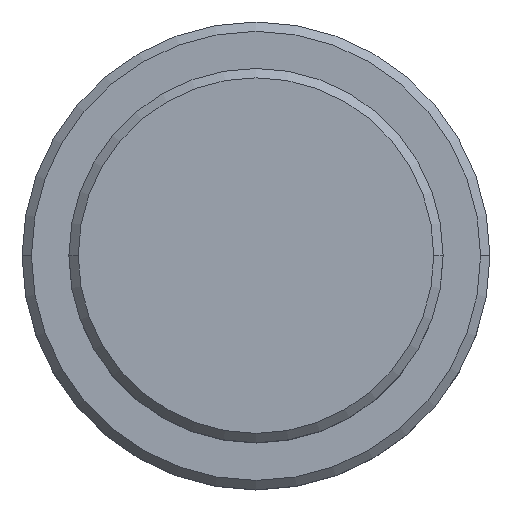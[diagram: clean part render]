
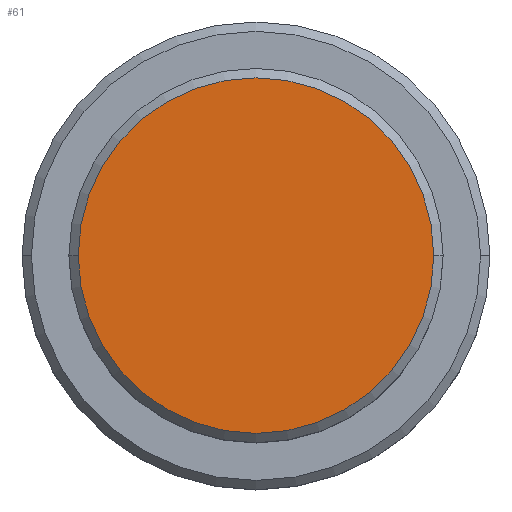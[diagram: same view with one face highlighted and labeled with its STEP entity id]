
A CAD part, top view. The second image highlights one B-rep face of the part: STEP entity #61.
In plain terms, the highlighted planar face has unit normal (0, 0, 1).
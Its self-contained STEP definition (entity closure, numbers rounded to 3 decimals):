
#61 = ADVANCED_FACE ( 'NONE', ( #763 ), #552, .T. ) ;
#129 = AXIS2_PLACEMENT_3D ( 'NONE', #299, #1067, #209 ) ;
#163 = EDGE_LOOP ( 'NONE', ( #211, #1250 ) ) ;
#209 = DIRECTION ( 'NONE',  ( 1., 0., 0. ) ) ;
#211 = ORIENTED_EDGE ( 'NONE', *, *, #1003, .T. ) ;
#295 = DIRECTION ( 'NONE',  ( 1., 0., 0. ) ) ;
#299 = CARTESIAN_POINT ( 'NONE',  ( 0., 0., 0. ) ) ;
#364 = DIRECTION ( 'NONE',  ( 1., 0., 0. ) ) ;
#487 = CARTESIAN_POINT ( 'NONE',  ( -9.5, 0., 0. ) ) ;
#521 = AXIS2_PLACEMENT_3D ( 'NONE', #1402, #660, #364 ) ;
#552 = PLANE ( 'NONE',  #129 ) ;
#563 = CIRCLE ( 'NONE', #1280, 9.5 ) ;
#660 = DIRECTION ( 'NONE',  ( 0., 0., 1. ) ) ;
#736 = DIRECTION ( 'NONE',  ( 0., 0., 1. ) ) ;
#763 = FACE_OUTER_BOUND ( 'NONE', #163, .T. ) ;
#798 = VERTEX_POINT ( 'NONE', #487 ) ;
#1003 = EDGE_CURVE ( 'NONE', #798, #1006, #563, .T. ) ;
#1006 = VERTEX_POINT ( 'NONE', #1184 ) ;
#1067 = DIRECTION ( 'NONE',  ( 0., 0., 1. ) ) ;
#1184 = CARTESIAN_POINT ( 'NONE',  ( 9.5, 0., 0. ) ) ;
#1250 = ORIENTED_EDGE ( 'NONE', *, *, #1390, .T. ) ;
#1264 = CIRCLE ( 'NONE', #521, 9.5 ) ;
#1280 = AXIS2_PLACEMENT_3D ( 'NONE', #1372, #736, #295 ) ;
#1372 = CARTESIAN_POINT ( 'NONE',  ( 0., 0., 0. ) ) ;
#1390 = EDGE_CURVE ( 'NONE', #1006, #798, #1264, .T. ) ;
#1402 = CARTESIAN_POINT ( 'NONE',  ( 0., 0., 0. ) ) ;
